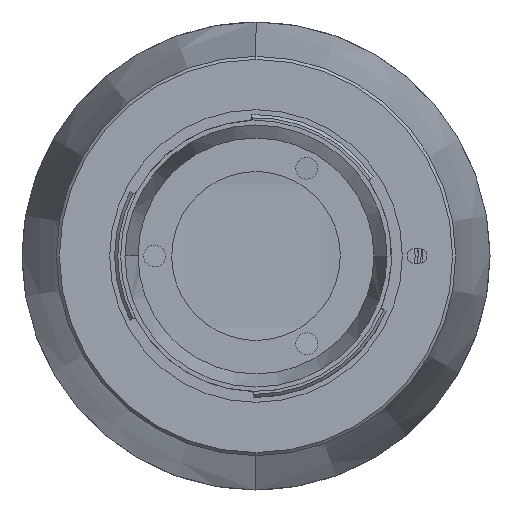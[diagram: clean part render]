
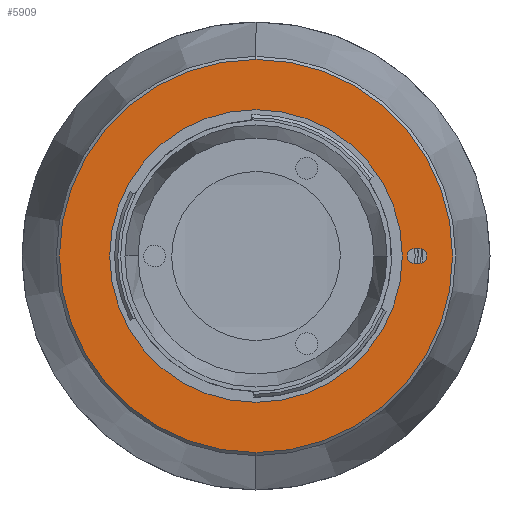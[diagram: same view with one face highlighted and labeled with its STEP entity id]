
A CAD part, left-side view. The second image highlights one B-rep face of the part: STEP entity #5909.
In plain terms, the highlighted planar face has unit normal (1, 0, 0).
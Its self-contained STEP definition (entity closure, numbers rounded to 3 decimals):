
#111 = EDGE_CURVE ( 'NONE', #5886, #646, #4979, .T. ) ;
#257 = PLANE ( 'NONE',  #2633 ) ;
#319 = ORIENTED_EDGE ( 'NONE', *, *, #7275, .T. ) ;
#335 = CARTESIAN_POINT ( 'NONE',  ( -96.594, 0., 31.5 ) ) ;
#440 = VECTOR ( 'NONE', #2390, 1000. ) ;
#556 = CIRCLE ( 'NONE', #1049, 1.15 ) ;
#646 = VERTEX_POINT ( 'NONE', #2901 ) ;
#685 = ORIENTED_EDGE ( 'NONE', *, *, #4602, .F. ) ;
#807 = AXIS2_PLACEMENT_3D ( 'NONE', #6402, #2953, #6969 ) ;
#1049 = AXIS2_PLACEMENT_3D ( 'NONE', #4567, #1147, #5155 ) ;
#1118 = ORIENTED_EDGE ( 'NONE', *, *, #2569, .F. ) ;
#1147 = DIRECTION ( 'NONE',  ( -1., 0., 0. ) ) ;
#1557 = VECTOR ( 'NONE', #6379, 1000. ) ;
#1686 = EDGE_CURVE ( 'NONE', #646, #5886, #7073, .T. ) ;
#1759 = CARTESIAN_POINT ( 'NONE',  ( -96.594, 0., 0. ) ) ;
#1953 = CARTESIAN_POINT ( 'NONE',  ( -96.594, -26.25, 1.15 ) ) ;
#1997 = DIRECTION ( 'NONE',  ( 1., 0., 0. ) ) ;
#2018 = AXIS2_PLACEMENT_3D ( 'NONE', #2719, #6749, #3313 ) ;
#2046 = ORIENTED_EDGE ( 'NONE', *, *, #111, .T. ) ;
#2105 = CARTESIAN_POINT ( 'NONE',  ( -96.594, -25.35, 1.15 ) ) ;
#2329 = DIRECTION ( 'NONE',  ( 0., 0., -1. ) ) ;
#2372 = FACE_BOUND ( 'NONE', #6154, .T. ) ;
#2390 = DIRECTION ( 'NONE',  ( 0., -1., 0. ) ) ;
#2420 = AXIS2_PLACEMENT_3D ( 'NONE', #3306, #7308, #3876 ) ;
#2562 = CARTESIAN_POINT ( 'NONE',  ( -96.594, -25.35, -1.15 ) ) ;
#2569 = EDGE_CURVE ( 'NONE', #6901, #2621, #3068, .T. ) ;
#2621 = VERTEX_POINT ( 'NONE', #2562 ) ;
#2633 = AXIS2_PLACEMENT_3D ( 'NONE', #5440, #1997, #6009 ) ;
#2660 = LINE ( 'NONE', #4670, #440 ) ;
#2719 = CARTESIAN_POINT ( 'NONE',  ( -96.594, 0., 0. ) ) ;
#2751 = VERTEX_POINT ( 'NONE', #5116 ) ;
#2835 = CARTESIAN_POINT ( 'NONE',  ( -96.594, 0., 0. ) ) ;
#2901 = CARTESIAN_POINT ( 'NONE',  ( -96.594, 0., -23.45 ) ) ;
#2953 = DIRECTION ( 'NONE',  ( -1., 0., 0. ) ) ;
#3068 = LINE ( 'NONE', #5816, #1557 ) ;
#3218 = CIRCLE ( 'NONE', #6704, 31.5 ) ;
#3306 = CARTESIAN_POINT ( 'NONE',  ( -96.594, 0., 0. ) ) ;
#3313 = DIRECTION ( 'NONE',  ( 0., 0., 1. ) ) ;
#3419 = DIRECTION ( 'NONE',  ( 0., 0., 1. ) ) ;
#3454 = EDGE_CURVE ( 'NONE', #3542, #2751, #3218, .T. ) ;
#3542 = VERTEX_POINT ( 'NONE', #335 ) ;
#3543 = CIRCLE ( 'NONE', #2420, 31.5 ) ;
#3645 = EDGE_LOOP ( 'NONE', ( #3914, #5095 ) ) ;
#3702 = CARTESIAN_POINT ( 'NONE',  ( -96.594, -26.25, -1.15 ) ) ;
#3775 = AXIS2_PLACEMENT_3D ( 'NONE', #2835, #6852, #3419 ) ;
#3876 = DIRECTION ( 'NONE',  ( 0., 0., -1. ) ) ;
#3914 = ORIENTED_EDGE ( 'NONE', *, *, #6288, .T. ) ;
#4069 = FACE_BOUND ( 'NONE', #6303, .T. ) ;
#4479 = VERTEX_POINT ( 'NONE', #1953 ) ;
#4567 = CARTESIAN_POINT ( 'NONE',  ( -96.594, -26.25, 0. ) ) ;
#4602 = EDGE_CURVE ( 'NONE', #6176, #4479, #2660, .T. ) ;
#4670 = CARTESIAN_POINT ( 'NONE',  ( -96.594, -25.35, 1.15 ) ) ;
#4979 = CIRCLE ( 'NONE', #3775, 23.45 ) ;
#5095 = ORIENTED_EDGE ( 'NONE', *, *, #3454, .T. ) ;
#5116 = CARTESIAN_POINT ( 'NONE',  ( -96.594, 0., -31.5 ) ) ;
#5155 = DIRECTION ( 'NONE',  ( 0., 0., 1. ) ) ;
#5440 = CARTESIAN_POINT ( 'NONE',  ( -96.594, 23.45, 0. ) ) ;
#5563 = CIRCLE ( 'NONE', #807, 1.15 ) ;
#5696 = ORIENTED_EDGE ( 'NONE', *, *, #1686, .T. ) ;
#5762 = DIRECTION ( 'NONE',  ( 1., 0., 0. ) ) ;
#5816 = CARTESIAN_POINT ( 'NONE',  ( -96.594, -25.35, -1.15 ) ) ;
#5886 = VERTEX_POINT ( 'NONE', #6873 ) ;
#5909 = ADVANCED_FACE ( 'NONE', ( #4069, #2372, #6773 ), #257, .T. ) ;
#6009 = DIRECTION ( 'NONE',  ( 0., 0., -1. ) ) ;
#6154 = EDGE_LOOP ( 'NONE', ( #319, #1118, #6504, #685 ) ) ;
#6176 = VERTEX_POINT ( 'NONE', #2105 ) ;
#6288 = EDGE_CURVE ( 'NONE', #2751, #3542, #3543, .T. ) ;
#6303 = EDGE_LOOP ( 'NONE', ( #2046, #5696 ) ) ;
#6379 = DIRECTION ( 'NONE',  ( 0., 1., 0. ) ) ;
#6402 = CARTESIAN_POINT ( 'NONE',  ( -96.594, -25.35, 0. ) ) ;
#6504 = ORIENTED_EDGE ( 'NONE', *, *, #7047, .T. ) ;
#6704 = AXIS2_PLACEMENT_3D ( 'NONE', #1759, #5762, #2329 ) ;
#6749 = DIRECTION ( 'NONE',  ( -1., 0., 0. ) ) ;
#6773 = FACE_OUTER_BOUND ( 'NONE', #3645, .T. ) ;
#6852 = DIRECTION ( 'NONE',  ( -1., 0., 0. ) ) ;
#6873 = CARTESIAN_POINT ( 'NONE',  ( -96.594, 0., 23.45 ) ) ;
#6901 = VERTEX_POINT ( 'NONE', #3702 ) ;
#6969 = DIRECTION ( 'NONE',  ( 0., 0., 1. ) ) ;
#7047 = EDGE_CURVE ( 'NONE', #6901, #4479, #556, .T. ) ;
#7073 = CIRCLE ( 'NONE', #2018, 23.45 ) ;
#7275 = EDGE_CURVE ( 'NONE', #6176, #2621, #5563, .T. ) ;
#7308 = DIRECTION ( 'NONE',  ( 1., 0., 0. ) ) ;
